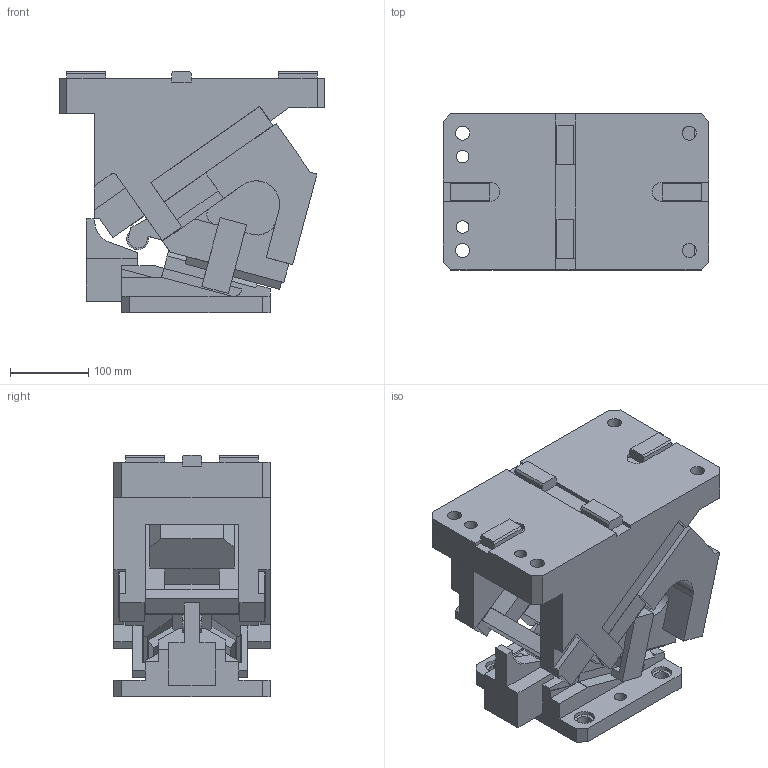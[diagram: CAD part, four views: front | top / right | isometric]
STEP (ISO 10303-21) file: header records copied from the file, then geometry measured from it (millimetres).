
FILE_DESCRIPTION(('CATIA V5 STEP Exchange'),'2;1');
FILE_NAME('CACN_200_15.stp','2015-04-27T09:43:57+00:00',('none'),('none'),'CATIA Version 5 Release 19 SP 2 (IN-10)','CATIA V5 STEP AP203','none');
FILE_SCHEMA(('CONFIG_CONTROL_DESIGN'));
Length unit declared in the file: millimetre
Products named in the file (1): CACN_200_15
Bounding box: 340 x 200 x 309 mm (x, y, z)
Volume: 11579167.2 mm3; surface area: 783722 mm2
Topology: 3 solids, 3 shells, 378 faces, 1065 edges, 700 vertices
Faces by surface type: plane 296, cylinder 82
Entity records: 13116 total; most frequent: CARTESIAN_POINT 3819, ORIENTED_EDGE 2130, DIRECTION 1540, EDGE_CURVE 1065, VECTOR 895, LINE 895, VERTEX_POINT 700, EDGE_LOOP 413
